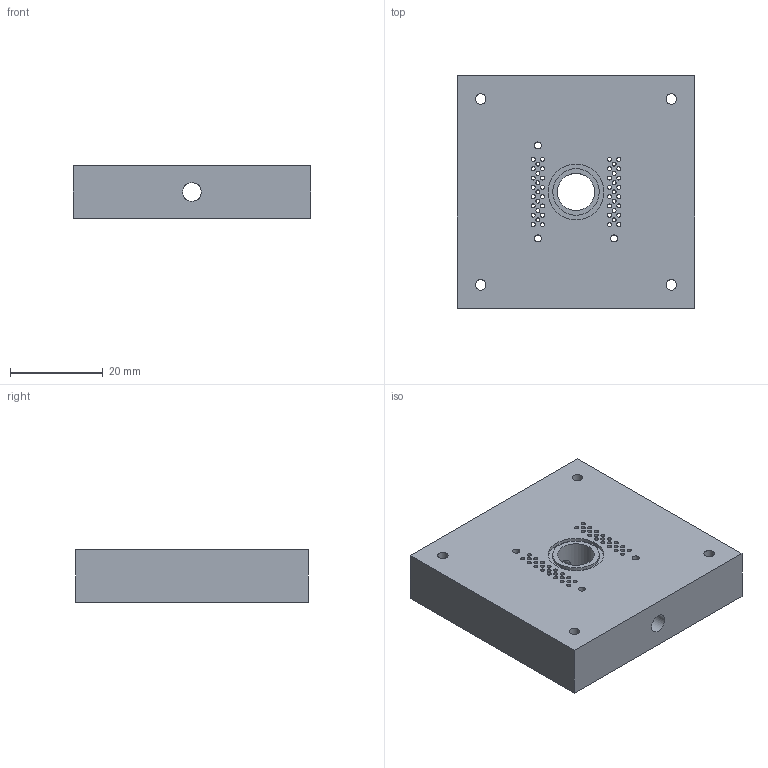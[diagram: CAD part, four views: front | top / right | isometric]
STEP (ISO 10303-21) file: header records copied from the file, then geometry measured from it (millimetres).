
FILE_DESCRIPTION(('FreeCAD Model'),'2;1');
FILE_NAME('probe_block_thick.step','2017-01-10T02:57:42',('Author'),(''), 'Open CASCADE STEP processor 6.8','FreeCAD','Unknown');
FILE_SCHEMA(('AUTOMOTIVE_DESIGN_CC2 { 1 2 10303 214 -1 1 5 4 }'));
Length unit declared in the file: millimetre
Products named in the file (1): pcb_mount_holes
Bounding box: 51 x 50 x 11.3 mm (x, y, z)
Volume: 27113.2 mm3; surface area: 9940.2 mm2
Topology: 1 solids, 1 shells, 70 faces, 194 edges, 130 vertices
Faces by surface type: cylinder 60, plane 10
Full cylindrical faces by diameter (mm): 0.86 x46, 1.51 x3, 2.26 x4, 4.039 x2, 8 x1, 10 x2, 12 x2
Entity records: 5718 total; most frequent: CARTESIAN_POINT 1467, DIRECTION 823, ORIENTED_EDGE 388, PCURVE 388, DEFINITIONAL_REPRESENTATION 388, LINE 334, VECTOR 334, CIRCLE 229
